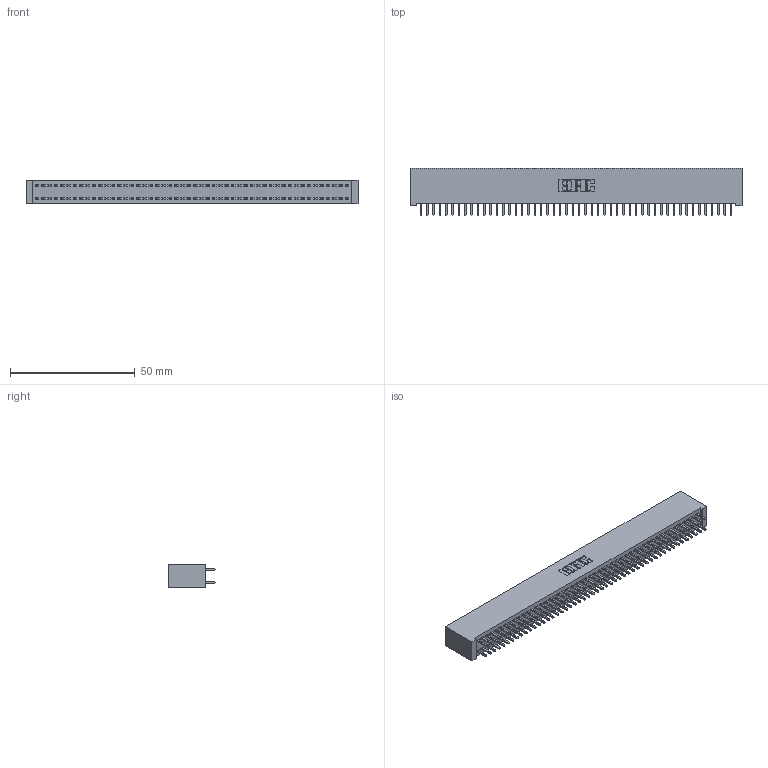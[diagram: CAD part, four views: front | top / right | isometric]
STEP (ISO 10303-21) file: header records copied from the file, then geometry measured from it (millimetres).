
FILE_DESCRIPTION (( 'STEP AP203' ), '1' );
FILE_NAME ('392-100-521-201.STEP', '2018-08-18T18:05:36', ( '' ), ( '' ), 'SwSTEP 2.0', 'SolidWorks 2016', '' );
FILE_SCHEMA (( 'CONFIG_CONTROL_DESIGN' ));
Length unit declared in the file: inch
Products named in the file (3): 342 Part_Lugless; 345-292-001_345-293-121; 392-100-521-201
Assembly tree (101 placements, depth 2):
  392-100-521-201
    342 Part_Lugless
    345-292-001_345-293-121  x100
Bounding box: 133.25 x 19.06 x 9.4 mm (x, y, z)
Volume: 12408.9 mm3; surface area: 20565.6 mm2
Topology: 101 solids, 101 shells, 5302 faces, 15775 edges, 10382 vertices
Faces by surface type: plane 3662, cylinder 1640
Entity records: 30741 total; most frequent: CARTESIAN_POINT 5082, ORIENTED_EDGE 5018, DIRECTION 4321, EDGE_CURVE 2509, LINE 2389, VECTOR 2389, VERTEX_POINT 1670, AXIS2_PLACEMENT_3D 966
